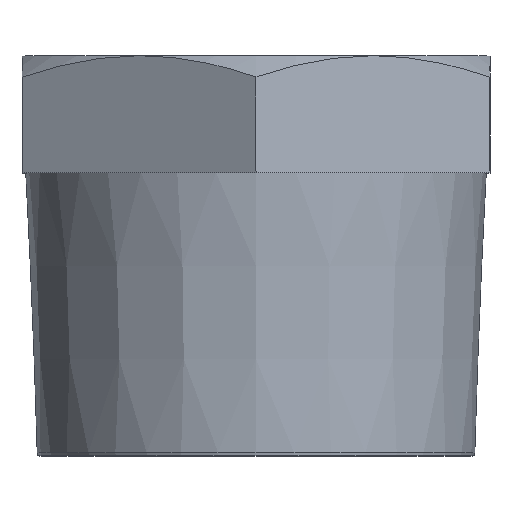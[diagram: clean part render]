
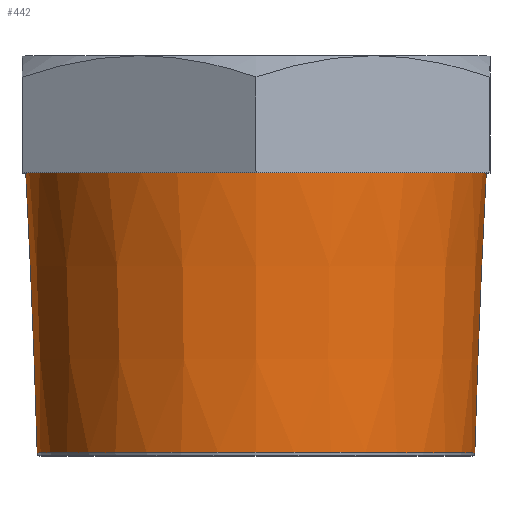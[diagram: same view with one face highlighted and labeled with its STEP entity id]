
A CAD part, top view. The second image highlights one B-rep face of the part: STEP entity #442.
In plain terms, the highlighted conical face has half-angle 2.332 degrees and reference radius 10.85 mm.
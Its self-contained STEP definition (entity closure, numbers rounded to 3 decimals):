
#58=CONICAL_SURFACE('',#472,10.85,0.041);
#72=ORIENTED_EDGE('',*,*,#148,.T.);
#73=ORIENTED_EDGE('',*,*,#149,.T.);
#148=EDGE_CURVE('',#186,#186,#212,.T.);
#149=EDGE_CURVE('',#187,#187,#213,.T.);
#186=VERTEX_POINT('',#598);
#187=VERTEX_POINT('',#600);
#212=CIRCLE('',#473,10.286);
#213=CIRCLE('',#474,10.821);
#226=EDGE_LOOP('',(#72));
#227=EDGE_LOOP('',(#73));
#256=FACE_BOUND('',#226,.T.);
#257=FACE_BOUND('',#227,.T.);
#442=ADVANCED_FACE('',(#256,#257),#58,.T.);
#472=AXIS2_PLACEMENT_3D('',#596,#515,#516);
#473=AXIS2_PLACEMENT_3D('',#597,#517,#518);
#474=AXIS2_PLACEMENT_3D('',#599,#519,#520);
#515=DIRECTION('',(0.,1.,0.));
#516=DIRECTION('',(0.,0.,1.));
#517=DIRECTION('',(0.,1.,0.));
#518=DIRECTION('',(0.,0.,1.));
#519=DIRECTION('',(0.,-1.,0.));
#520=DIRECTION('',(0.,0.,-1.));
#596=CARTESIAN_POINT('',(0.,-4.8,0.));
#597=CARTESIAN_POINT('',(0.,-18.65,0.));
#598=CARTESIAN_POINT('',(0.,-18.65,10.286));
#599=CARTESIAN_POINT('',(0.,-5.5,0.));
#600=CARTESIAN_POINT('',(0.,-5.5,-10.821));
